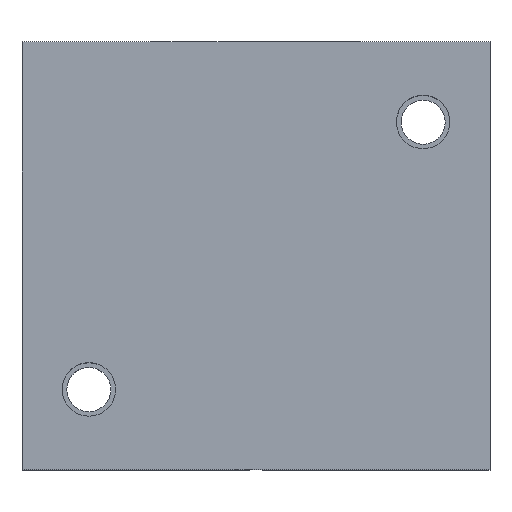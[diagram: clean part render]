
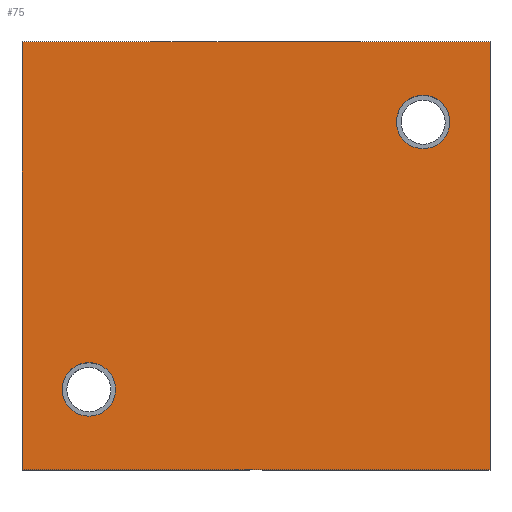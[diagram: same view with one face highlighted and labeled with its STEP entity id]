
A CAD part, top view. The second image highlights one B-rep face of the part: STEP entity #75.
In plain terms, the highlighted planar face has unit normal (0, 0, 1).
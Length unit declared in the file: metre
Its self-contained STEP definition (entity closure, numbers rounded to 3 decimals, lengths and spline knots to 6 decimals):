
#75 = ADVANCED_FACE( '', ( #166, #167, #168 ), #169, .T. );
#166 = FACE_BOUND( '', #275, .T. );
#167 = FACE_OUTER_BOUND( '', #276, .T. );
#168 = FACE_BOUND( '', #277, .T. );
#169 = PLANE( '', #278 );
#275 = EDGE_LOOP( '', ( #438 ) );
#276 = EDGE_LOOP( '', ( #439, #440, #441, #442 ) );
#277 = EDGE_LOOP( '', ( #443 ) );
#278 = AXIS2_PLACEMENT_3D( '', #444, #445, #446 );
#438 = ORIENTED_EDGE( '', *, *, #623, .T. );
#439 = ORIENTED_EDGE( '', *, *, #643, .F. );
#440 = ORIENTED_EDGE( '', *, *, #644, .F. );
#441 = ORIENTED_EDGE( '', *, *, #606, .T. );
#442 = ORIENTED_EDGE( '', *, *, #633, .T. );
#443 = ORIENTED_EDGE( '', *, *, #645, .T. );
#444 = CARTESIAN_POINT( '', ( -0.0175, -0.016, 0.013 ) );
#445 = DIRECTION( '', ( 0., 0., 1. ) );
#446 = DIRECTION( '', ( 1., 0., 0. ) );
#606 = EDGE_CURVE( '', #716, #714, #717, .T. );
#623 = EDGE_CURVE( '', #743, #743, #744, .T. );
#633 = EDGE_CURVE( '', #714, #759, #761, .T. );
#643 = EDGE_CURVE( '', #775, #759, #776, .T. );
#644 = EDGE_CURVE( '', #716, #775, #777, .T. );
#645 = EDGE_CURVE( '', #778, #778, #779, .T. );
#714 = VERTEX_POINT( '', #867 );
#716 = VERTEX_POINT( '', #870 );
#717 = LINE( '', #871, #872 );
#743 = VERTEX_POINT( '', #909 );
#744 = CIRCLE( '', #910, 0.002 );
#759 = VERTEX_POINT( '', #931 );
#761 = LINE( '', #934, #935 );
#775 = VERTEX_POINT( '', #953 );
#776 = LINE( '', #954, #955 );
#777 = LINE( '', #956, #957 );
#778 = VERTEX_POINT( '', #958 );
#779 = CIRCLE( '', #959, 0.002 );
#867 = CARTESIAN_POINT( '', ( 0.0175, -0.016, 0.013 ) );
#870 = CARTESIAN_POINT( '', ( -0.0175, -0.016, 0.013 ) );
#871 = CARTESIAN_POINT( '', ( -0.0175, -0.016, 0.013 ) );
#872 = VECTOR( '', #1039, 1. );
#909 = CARTESIAN_POINT( '', ( 0.0125, 0.012, 0.013 ) );
#910 = AXIS2_PLACEMENT_3D( '', #1057, #1058, #1059 );
#931 = CARTESIAN_POINT( '', ( 0.0175, 0.016, 0.013 ) );
#934 = CARTESIAN_POINT( '', ( 0.0175, -0.016, 0.013 ) );
#935 = VECTOR( '', #1067, 1. );
#953 = CARTESIAN_POINT( '', ( -0.0175, 0.016, 0.013 ) );
#954 = CARTESIAN_POINT( '', ( -0.0175, 0.016, 0.013 ) );
#955 = VECTOR( '', #1078, 1. );
#956 = CARTESIAN_POINT( '', ( -0.0175, -0.016, 0.013 ) );
#957 = VECTOR( '', #1079, 1. );
#958 = CARTESIAN_POINT( '', ( -0.0125, -0.008, 0.013 ) );
#959 = AXIS2_PLACEMENT_3D( '', #1080, #1081, #1082 );
#1039 = DIRECTION( '', ( 1., 0., 0. ) );
#1057 = CARTESIAN_POINT( '', ( 0.0125, 0.01, 0.013 ) );
#1058 = DIRECTION( '', ( 0., 0., -1. ) );
#1059 = DIRECTION( '', ( 0., 1., 0. ) );
#1067 = DIRECTION( '', ( 0., 1., 0. ) );
#1078 = DIRECTION( '', ( 1., 0., 0. ) );
#1079 = DIRECTION( '', ( 0., 1., 0. ) );
#1080 = CARTESIAN_POINT( '', ( -0.0125, -0.01, 0.013 ) );
#1081 = DIRECTION( '', ( 0., 0., -1. ) );
#1082 = DIRECTION( '', ( 0., 1., 0. ) );
